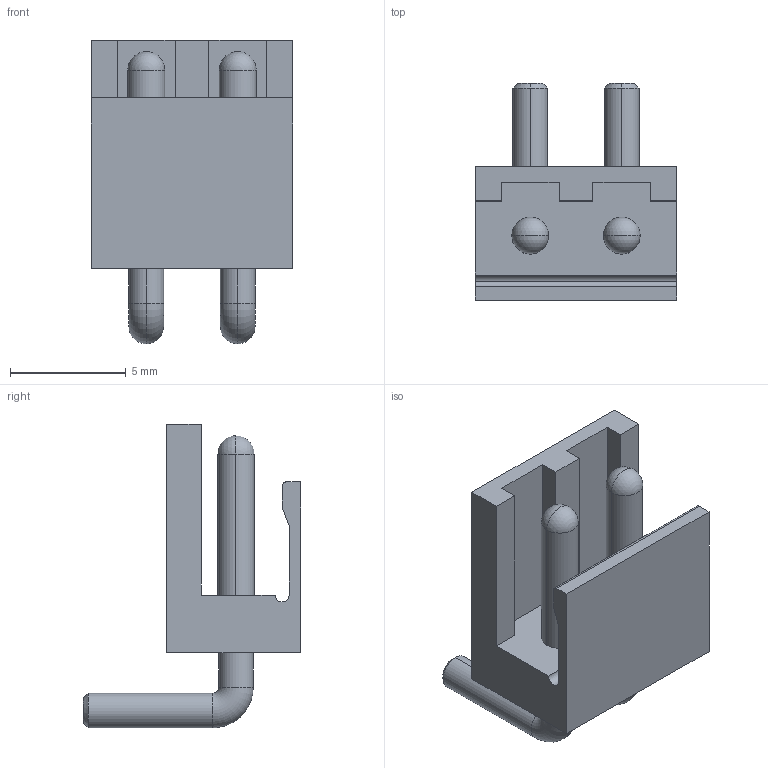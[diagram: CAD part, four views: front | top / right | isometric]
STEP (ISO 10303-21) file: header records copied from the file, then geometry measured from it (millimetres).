
FILE_DESCRIPTION (( 'STEP AP214' ), '1' );
FILE_NAME ('F1JL27-S02RD000-01-REF.STEP', '2025-07-29T09:48:23', ( '' ), ( '' ), 'SwSTEP 2.0', 'SolidWorks 2021', '' );
FILE_SCHEMA (( 'AUTOMOTIVE_DESIGN' ));
Length unit declared in the file: millimetre
Products named in the file (1): F1JL27-S02RD000-01-REF
Bounding box: 8.72 x 9.4 x 13.15 mm (x, y, z)
Volume: 273.6 mm3; surface area: 593.1 mm2
Topology: 1 solids, 1 shells, 60 faces, 150 edges, 94 vertices
Faces by surface type: plane 28, cylinder 20, torus 4, cone 4, sphere 4
Entity records: 1760 total; most frequent: DIRECTION 316, CARTESIAN_POINT 293, ORIENTED_EDGE 284, EDGE_CURVE 142, AXIS2_PLACEMENT_3D 113, VECTOR 90, VERTEX_POINT 90, LINE 90
